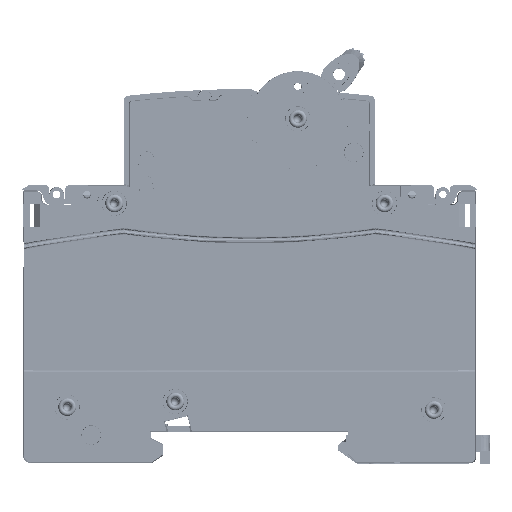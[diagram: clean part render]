
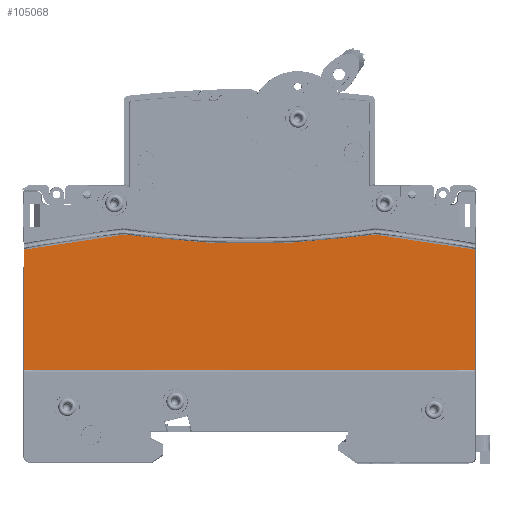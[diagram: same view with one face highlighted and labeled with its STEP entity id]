
A CAD part, top view. The second image highlights one B-rep face of the part: STEP entity #105068.
In plain terms, the highlighted planar face has unit normal (0, 0, 1).
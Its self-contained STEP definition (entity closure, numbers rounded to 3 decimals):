
#3983 = CARTESIAN_POINT ( 'NONE',  ( 0., 0., 5.9 ) ) ;
#6612 = CARTESIAN_POINT ( 'NONE',  ( -48.952, -23.376, 5.9 ) ) ;
#8789 = CARTESIAN_POINT ( 'NONE',  ( 4.851, -44.8, 5.9 ) ) ;
#13848 = DIRECTION ( 'NONE',  ( 0., -1., 0. ) ) ;
#26663 = B_SPLINE_CURVE_WITH_KNOTS ( 'NONE', 3,
 ( #173207, #267234, #106835, #59003 ),
 .UNSPECIFIED., .F., .F.,
 ( 4, 4 ),
 ( 0.008, 1. ),
 .UNSPECIFIED. ) ;
#27184 = DIRECTION ( 'NONE',  ( 0., 0., 1. ) ) ;
#32520 = CARTESIAN_POINT ( 'NONE',  ( -48.952, -191.7, 5.9 ) ) ;
#37052 = VECTOR ( 'NONE', #13848, 1000. ) ;
#37486 = LINE ( 'NONE', #105442, #232305 ) ;
#49638 = CARTESIAN_POINT ( 'NONE',  ( 31.752, -44.8, 5.9 ) ) ;
#50420 = VERTEX_POINT ( 'NONE', #191532 ) ;
#57473 = VERTEX_POINT ( 'NONE', #49638 ) ;
#59003 = CARTESIAN_POINT ( 'NONE',  ( 13.91, -20.698, 5.9 ) ) ;
#61563 = ORIENTED_EDGE ( 'NONE', *, *, #279056, .T. ) ;
#63704 = DIRECTION ( 'NONE',  ( 0., 1., 0. ) ) ;
#67480 = PLANE ( 'NONE',  #154766 ) ;
#76580 = DIRECTION ( 'NONE',  ( 1., 0., 0. ) ) ;
#79892 = CARTESIAN_POINT ( 'NONE',  ( -1.06, -22.3, 5.9 ) ) ;
#81408 = CARTESIAN_POINT ( 'NONE',  ( 13.91, -20.698, 5.9 ) ) ;
#86007 = CARTESIAN_POINT ( 'NONE',  ( 6.444, -21.766, 5.9 ) ) ;
#90075 = VERTEX_POINT ( 'NONE', #248631 ) ;
#90394 = B_SPLINE_CURVE_WITH_KNOTS ( 'NONE', 3,
 ( #247285, #106924, #200868, #6612 ),
 .UNSPECIFIED., .F., .F.,
 ( 4, 4 ),
 ( 0., 0.992 ),
 .UNSPECIFIED. ) ;
#91545 = EDGE_CURVE ( 'NONE', #182799, #57473, #241533, .T. ) ;
#94204 = EDGE_CURVE ( 'NONE', #90075, #50420, #26663, .T. ) ;
#105068 = ADVANCED_FACE ( 'NONE', ( #280237 ), #67480, .T. ) ;
#105442 = CARTESIAN_POINT ( 'NONE',  ( 31.752, -191.7, 5.9 ) ) ;
#106835 = CARTESIAN_POINT ( 'NONE',  ( 19.895, -21.338, 5.9 ) ) ;
#106924 = CARTESIAN_POINT ( 'NONE',  ( -37.095, -21.338, 5.9 ) ) ;
#112290 = EDGE_CURVE ( 'NONE', #210981, #180859, #90394, .T. ) ;
#117466 = EDGE_CURVE ( 'NONE', #50420, #210981, #150585, .T. ) ;
#120760 = ORIENTED_EDGE ( 'NONE', *, *, #117466, .T. ) ;
#122837 = ORIENTED_EDGE ( 'NONE', *, *, #139883, .T. ) ;
#129157 = EDGE_LOOP ( 'NONE', ( #61563, #228265, #122837, #203342, #120760, #258730 ) ) ;
#139883 = EDGE_CURVE ( 'NONE', #57473, #90075, #37486, .T. ) ;
#147738 = CARTESIAN_POINT ( 'NONE',  ( -48.952, -44.8, 5.9 ) ) ;
#149241 = CARTESIAN_POINT ( 'NONE',  ( 31.752, -44.8, 5.9 ) ) ;
#150585 = B_SPLINE_CURVE_WITH_KNOTS ( 'NONE', 3,
 ( #81408, #86007, #79892, #175501, #178559, #203095 ),
 .UNSPECIFIED., .F., .F.,
 ( 4, 2, 4 ),
 ( 0., 0.5, 1. ),
 .UNSPECIFIED. ) ;
#154766 = AXIS2_PLACEMENT_3D ( 'NONE', #3983, #27184, #76580 ) ;
#173207 = CARTESIAN_POINT ( 'NONE',  ( 31.752, -23.376, 5.9 ) ) ;
#175501 = CARTESIAN_POINT ( 'NONE',  ( -16.14, -22.3, 5.9 ) ) ;
#178559 = CARTESIAN_POINT ( 'NONE',  ( -23.643, -21.766, 5.9 ) ) ;
#180859 = VERTEX_POINT ( 'NONE', #240614 ) ;
#182799 = VERTEX_POINT ( 'NONE', #242485 ) ;
#191532 = CARTESIAN_POINT ( 'NONE',  ( 13.91, -20.698, 5.9 ) ) ;
#200868 = CARTESIAN_POINT ( 'NONE',  ( -43.043, -22.23, 5.9 ) ) ;
#203095 = CARTESIAN_POINT ( 'NONE',  ( -31.11, -20.698, 5.9 ) ) ;
#203342 = ORIENTED_EDGE ( 'NONE', *, *, #94204, .T. ) ;
#210981 = VERTEX_POINT ( 'NONE', #275085 ) ;
#228265 = ORIENTED_EDGE ( 'NONE', *, *, #91545, .T. ) ;
#232305 = VECTOR ( 'NONE', #63704, 1000. ) ;
#240614 = CARTESIAN_POINT ( 'NONE',  ( -48.952, -23.376, 5.9 ) ) ;
#241533 = B_SPLINE_CURVE_WITH_KNOTS ( 'NONE', 3,
 ( #147738, #269482, #8789, #149241 ),
 .UNSPECIFIED., .F., .F.,
 ( 4, 4 ),
 ( 0.002, 0.998 ),
 .UNSPECIFIED. ) ;
#242485 = CARTESIAN_POINT ( 'NONE',  ( -48.952, -44.8, 5.9 ) ) ;
#247285 = CARTESIAN_POINT ( 'NONE',  ( -31.11, -20.698, 5.9 ) ) ;
#248631 = CARTESIAN_POINT ( 'NONE',  ( 31.752, -23.376, 5.9 ) ) ;
#258730 = ORIENTED_EDGE ( 'NONE', *, *, #112290, .T. ) ;
#267234 = CARTESIAN_POINT ( 'NONE',  ( 25.843, -22.23, 5.9 ) ) ;
#268450 = LINE ( 'NONE', #32520, #37052 ) ;
#269482 = CARTESIAN_POINT ( 'NONE',  ( -22.051, -44.8, 5.9 ) ) ;
#275085 = CARTESIAN_POINT ( 'NONE',  ( -31.11, -20.698, 5.9 ) ) ;
#279056 = EDGE_CURVE ( 'NONE', #180859, #182799, #268450, .T. ) ;
#280237 = FACE_OUTER_BOUND ( 'NONE', #129157, .T. ) ;
